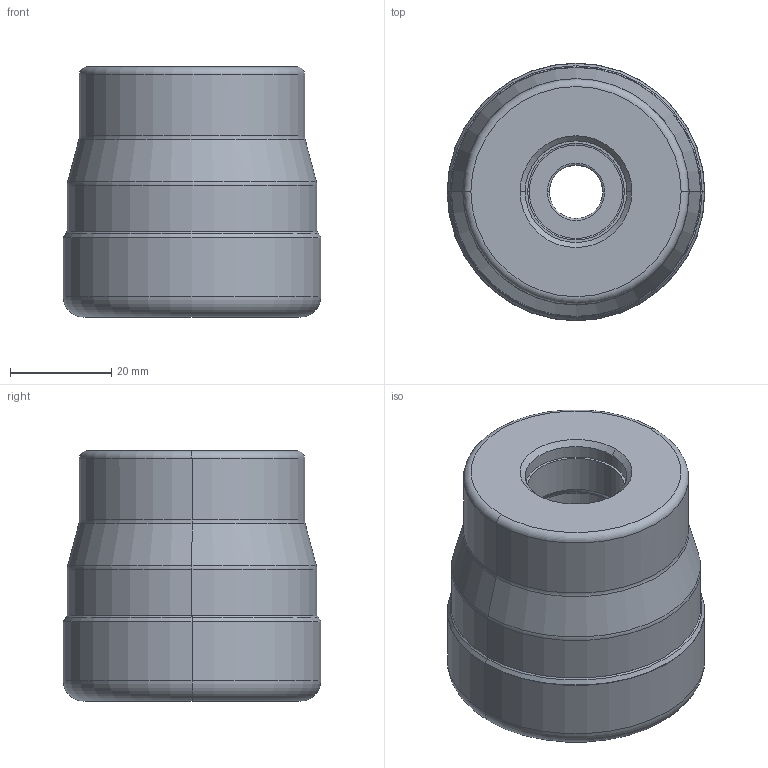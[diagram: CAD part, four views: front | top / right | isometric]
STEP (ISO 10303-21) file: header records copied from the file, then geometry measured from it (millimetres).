
FILE_DESCRIPTION(/* description */ (''),/* implementation_level */ '2;1');
FILE_NAME(/* name */ 'AXD4000AUR2_0004AAE_IR0_157.stp',/* time_stamp */ '2023-03-30T13:05:12+09:00',/* author */ (''),/* organization */ (''),/* preprocessor_version */ 'ST-DEVELOPER v16',/* originating_system */ 'SIEMENS PLM Software NX 10.0',/* authorisation */ '');
FILE_SCHEMA (('AUTOMOTIVE_DESIGN { 1 0 10303 214 3 1 1 1 }'));
Length unit declared in the file: millimetre
Products named in the file (1): AXD4000AUR2_0004AAE_IR0_157_ASM
Bounding box: 50.8 x 50.8 x 49.31 mm (x, y, z)
Volume: 92598.7 mm3; surface area: 18804 mm2
Topology: 2 solids, 2 shells, 160 faces, 418 edges, 317 vertices
Faces by surface type: revolution 60, torus 44, cone 28, cylinder 16, plane 8, bspline 4
Entity records: 6155 total; most frequent: CARTESIAN_POINT 2055, DIRECTION 864, ORIENTED_EDGE 736, AXIS2_PLACEMENT_3D 376, EDGE_CURVE 368, CIRCLE 272, VERTEX_POINT 216, EDGE_LOOP 168
